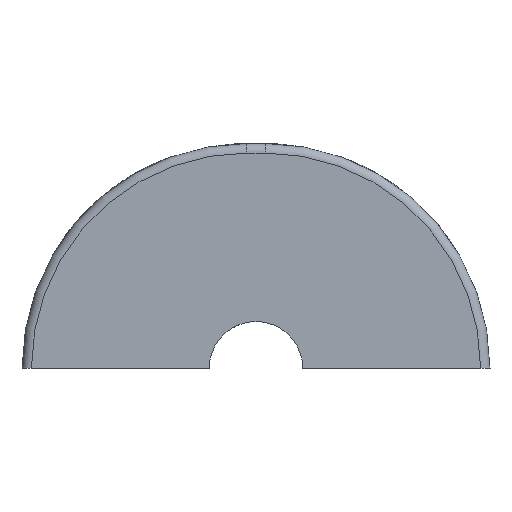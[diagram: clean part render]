
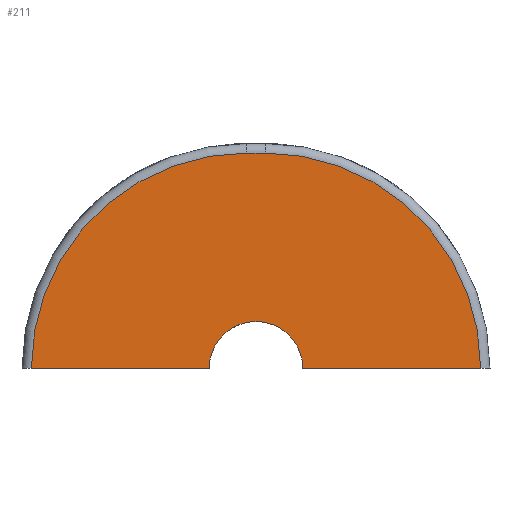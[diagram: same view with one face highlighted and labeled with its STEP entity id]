
A CAD part, front view. The second image highlights one B-rep face of the part: STEP entity #211.
In plain terms, the highlighted planar face has unit normal (0, -1, 0).
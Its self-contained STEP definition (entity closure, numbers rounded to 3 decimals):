
#75=CARTESIAN_POINT('',(-12.,-14.,0.0));
#76=VERTEX_POINT('',#75);
#84=CARTESIAN_POINT('',(-0.5,-14.,11.5));
#85=VERTEX_POINT('',#84);
#86=CARTESIAN_POINT('',(-0.5,-14.,0.0));
#87=DIRECTION('',(0.,1.0,0.));
#88=DIRECTION('',(-0.707,0.,0.707));
#89=AXIS2_PLACEMENT_3D('',#86,#87,#88);
#90=CIRCLE('',#89,11.5);
#91=EDGE_CURVE('',#76,#85,#90,.T.);
#117=CARTESIAN_POINT('',(0.5,-14.,11.5));
#118=VERTEX_POINT('',#117);
#135=CARTESIAN_POINT('',(-0.5,-14.,11.5));
#136=DIRECTION('',(1.0,0.0,0.0));
#137=VECTOR('',#136,1.);
#138=LINE('',#135,#137);
#139=EDGE_CURVE('',#85,#118,#138,.T.);
#149=CARTESIAN_POINT('',(12.,-14.,0.0));
#150=VERTEX_POINT('',#149);
#168=CARTESIAN_POINT('',(0.5,-14.,0.0));
#169=DIRECTION('',(0.,1.0,0.));
#170=DIRECTION('',(0.707,0.,0.707));
#171=AXIS2_PLACEMENT_3D('',#168,#169,#170);
#172=CIRCLE('',#171,11.5);
#173=EDGE_CURVE('',#118,#150,#172,.T.);
#178=CARTESIAN_POINT('',(12.5,-14.,0.0));
#179=DIRECTION('',(0.0,-1.0,0.0));
#180=DIRECTION('',(0.0,0.0,-1.0));
#181=AXIS2_PLACEMENT_3D('',#178,#179,#180);
#182=PLANE('',#181);
#183=ORIENTED_EDGE('',*,*,#173,.F.);
#184=ORIENTED_EDGE('',*,*,#139,.F.);
#185=ORIENTED_EDGE('',*,*,#91,.F.);
#186=CARTESIAN_POINT('',(-2.5,-14.,0.0));
#187=VERTEX_POINT('',#186);
#188=CARTESIAN_POINT('',(-2.5,-14.,0.0));
#189=DIRECTION('',(-1.0,0.0,0.0));
#190=VECTOR('',#189,9.5);
#191=LINE('',#188,#190);
#192=EDGE_CURVE('',#187,#76,#191,.T.);
#193=ORIENTED_EDGE('',*,*,#192,.F.);
#194=CARTESIAN_POINT('',(2.5,-14.0,0.));
#195=VERTEX_POINT('',#194);
#196=CARTESIAN_POINT('',(0.,-14.,0.0));
#197=DIRECTION('',(0.0,1.0,0.0));
#198=DIRECTION('',(-1.0,0.0,0.0));
#199=AXIS2_PLACEMENT_3D('',#196,#197,#198);
#200=CIRCLE('',#199,2.5);
#201=EDGE_CURVE('',#187,#195,#200,.T.);
#202=ORIENTED_EDGE('',*,*,#201,.T.);
#203=CARTESIAN_POINT('',(12.0,-14.,0.0));
#204=DIRECTION('',(-1.0,0.0,0.0));
#205=VECTOR('',#204,9.5);
#206=LINE('',#203,#205);
#207=EDGE_CURVE('',#150,#195,#206,.T.);
#208=ORIENTED_EDGE('',*,*,#207,.F.);
#209=EDGE_LOOP('',(#183,#184,#185,#193,#202,#208));
#210=FACE_OUTER_BOUND('',#209,.T.);
#211=ADVANCED_FACE('',(#210),#182,.T.);
